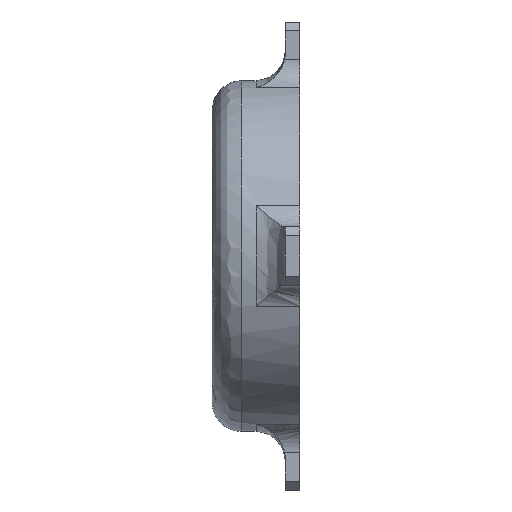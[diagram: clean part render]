
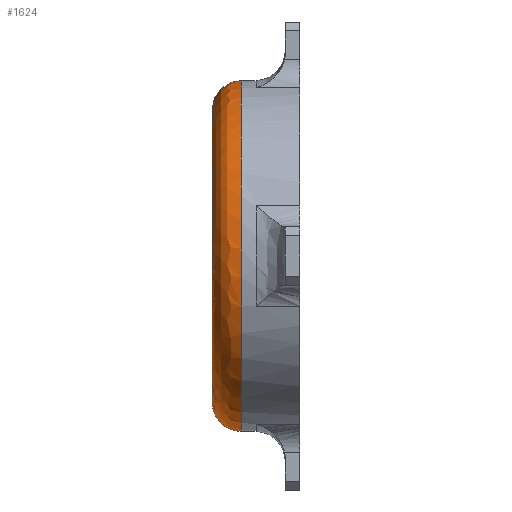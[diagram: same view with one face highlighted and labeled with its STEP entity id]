
A CAD part, left-side view. The second image highlights one B-rep face of the part: STEP entity #1624.
In plain terms, the highlighted free-form (B-spline) face has degree [2, 2] with [9, 3] control points.
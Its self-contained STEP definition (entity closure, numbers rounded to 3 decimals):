
#1187 = EDGE_CURVE('',#1188,#1190,#1192,.T.);
#1188 = VERTEX_POINT('',#1189);
#1189 = CARTESIAN_POINT('',(0.,23.698,
    -71.094));
#1190 = VERTEX_POINT('',#1191);
#1191 = CARTESIAN_POINT('',(71.094,23.698,
    0.));
#1192 = ( BOUNDED_CURVE() B_SPLINE_CURVE(2,(#1193,#1194,#1195,#1196,
#1197),.UNSPECIFIED.,.F.,.F.) B_SPLINE_CURVE_WITH_KNOTS((3,2,3),(
    1.571,3.927,6.283),
.PIECEWISE_BEZIER_KNOTS.) CURVE() GEOMETRIC_REPRESENTATION_ITEM() 
RATIONAL_B_SPLINE_CURVE((1.,0.383,1.,0.383,1.)) 
REPRESENTATION_ITEM('') );
#1193 = CARTESIAN_POINT('',(0.,23.698,
    -71.094));
#1194 = CARTESIAN_POINT('',(-171.637,23.698,
    -71.094));
#1195 = CARTESIAN_POINT('',(-50.271,23.698,
    50.271));
#1196 = CARTESIAN_POINT('',(71.094,23.698,
    171.637));
#1197 = CARTESIAN_POINT('',(71.094,23.698,
    0.));
#1199 = EDGE_CURVE('',#1190,#1188,#1200,.T.);
#1200 = ( BOUNDED_CURVE() B_SPLINE_CURVE(2,(#1201,#1202,#1203),
.UNSPECIFIED.,.F.,.F.) B_SPLINE_CURVE_WITH_KNOTS((3,3),(0.,
1.571),.PIECEWISE_BEZIER_KNOTS.) CURVE() 
GEOMETRIC_REPRESENTATION_ITEM() RATIONAL_B_SPLINE_CURVE((1.,
0.707,1.)) REPRESENTATION_ITEM('') );
#1201 = CARTESIAN_POINT('',(71.094,23.698,
    0.));
#1202 = CARTESIAN_POINT('',(71.094,23.698,
    -71.094));
#1203 = CARTESIAN_POINT('',(0.,23.698,
    -71.094));
#1624 = ADVANCED_FACE('',(#1625),#1648,.T.);
#1625 = FACE_BOUND('',#1626,.T.);
#1626 = EDGE_LOOP('',(#1627,#1639,#1645,#1646,#1647));
#1627 = ORIENTED_EDGE('',*,*,#1628,.T.);
#1628 = EDGE_CURVE('',#1629,#1629,#1631,.T.);
#1629 = VERTEX_POINT('',#1630);
#1630 = CARTESIAN_POINT('',(0.,35.547,
    -59.245));
#1631 = ( BOUNDED_CURVE() B_SPLINE_CURVE(2,(#1632,#1633,#1634,#1635,
#1636,#1637,#1638),.UNSPECIFIED.,.T.,.F.) B_SPLINE_CURVE_WITH_KNOTS((3,2
    ,2,3),(4.712,6.807,8.901,10.996)
,.PIECEWISE_BEZIER_KNOTS.) CURVE() GEOMETRIC_REPRESENTATION_ITEM() 
RATIONAL_B_SPLINE_CURVE((1.,0.5,1.,0.5,1.,0.5,1.)) REPRESENTATION_ITEM(
  '') );
#1632 = CARTESIAN_POINT('',(0.,35.547,
    -59.245));
#1633 = CARTESIAN_POINT('',(102.616,35.547,
    -59.245));
#1634 = CARTESIAN_POINT('',(51.308,35.547,
    29.623));
#1635 = CARTESIAN_POINT('',(0.,35.547,
    118.49));
#1636 = CARTESIAN_POINT('',(-51.308,35.547,
    29.623));
#1637 = CARTESIAN_POINT('',(-102.616,35.547,
    -59.245));
#1638 = CARTESIAN_POINT('',(0.,35.547,
    -59.245));
#1639 = ORIENTED_EDGE('',*,*,#1640,.T.);
#1640 = EDGE_CURVE('',#1629,#1188,#1641,.T.);
#1641 = ( BOUNDED_CURVE() B_SPLINE_CURVE(2,(#1642,#1643,#1644),
.UNSPECIFIED.,.F.,.F.) B_SPLINE_CURVE_WITH_KNOTS((3,3),(4.712,
6.283),.PIECEWISE_BEZIER_KNOTS.) CURVE() 
GEOMETRIC_REPRESENTATION_ITEM() RATIONAL_B_SPLINE_CURVE((1.,
0.707,1.)) REPRESENTATION_ITEM('') );
#1642 = CARTESIAN_POINT('',(0.,35.547,
    -59.245));
#1643 = CARTESIAN_POINT('',(0.,35.547,
    -71.094));
#1644 = CARTESIAN_POINT('',(0.,23.698,
    -71.094));
#1645 = ORIENTED_EDGE('',*,*,#1187,.T.);
#1646 = ORIENTED_EDGE('',*,*,#1199,.T.);
#1647 = ORIENTED_EDGE('',*,*,#1640,.F.);
#1648 = ( BOUNDED_SURFACE() B_SPLINE_SURFACE(2,2,(
    (#1649,#1650,#1651)
    ,(#1652,#1653,#1654)
    ,(#1655,#1656,#1657)
    ,(#1658,#1659,#1660)
    ,(#1661,#1662,#1663)
    ,(#1664,#1665,#1666)
    ,(#1667,#1668,#1669)
    ,(#1670,#1671,#1672)
    ,(#1673,#1674,#1675
)),.UNSPECIFIED.,.T.,.F.,.F.) B_SPLINE_SURFACE_WITH_KNOTS((3,2,2,2,3),(3
    ,3),(-3.142,-2.094,0.,2.094,3.142)
,(0.,1.571),.UNSPECIFIED.) GEOMETRIC_REPRESENTATION_ITEM() 
RATIONAL_B_SPLINE_SURFACE((
    (0.75,0.53,0.75)
    ,(0.75,0.53,0.75)
    ,(1.,0.707,1.)
    ,(0.5,0.354,0.5)
    ,(1.,0.707,1.)
    ,(0.5,0.354,0.5)
    ,(1.,0.707,1.)
    ,(0.75,0.53,0.75)
,(0.75,0.53,0.75))) REPRESENTATION_ITEM('') SURFACE() );
#1649 = CARTESIAN_POINT('',(0.,23.698,
    -71.094));
#1650 = CARTESIAN_POINT('',(0.,35.547,
    -71.094));
#1651 = CARTESIAN_POINT('',(0.,35.547,
    -59.245));
#1652 = CARTESIAN_POINT('',(-41.046,23.698,
    -71.094));
#1653 = CARTESIAN_POINT('',(-41.046,35.547,
    -71.094));
#1654 = CARTESIAN_POINT('',(-34.205,35.547,
    -59.245));
#1655 = CARTESIAN_POINT('',(-61.569,23.698,
    -35.547));
#1656 = CARTESIAN_POINT('',(-61.569,35.547,
    -35.547));
#1657 = CARTESIAN_POINT('',(-51.308,35.547,
    -29.623));
#1658 = CARTESIAN_POINT('',(-123.139,23.698,
    71.094));
#1659 = CARTESIAN_POINT('',(-123.139,35.547,
    71.094));
#1660 = CARTESIAN_POINT('',(-102.616,35.547,
    59.245));
#1661 = CARTESIAN_POINT('',(0.,23.698,71.094));
#1662 = CARTESIAN_POINT('',(0.,35.547,71.094));
#1663 = CARTESIAN_POINT('',(0.,35.547,59.245));
#1664 = CARTESIAN_POINT('',(123.139,23.698,
    71.094));
#1665 = CARTESIAN_POINT('',(123.139,35.547,
    71.094));
#1666 = CARTESIAN_POINT('',(102.616,35.547,
    59.245));
#1667 = CARTESIAN_POINT('',(61.569,23.698,
    -35.547));
#1668 = CARTESIAN_POINT('',(61.569,35.547,
    -35.547));
#1669 = CARTESIAN_POINT('',(51.308,35.547,
    -29.623));
#1670 = CARTESIAN_POINT('',(41.046,23.698,
    -71.094));
#1671 = CARTESIAN_POINT('',(41.046,35.547,
    -71.094));
#1672 = CARTESIAN_POINT('',(34.205,35.547,
    -59.245));
#1673 = CARTESIAN_POINT('',(0.,23.698,
    -71.094));
#1674 = CARTESIAN_POINT('',(0.,35.547,
    -71.094));
#1675 = CARTESIAN_POINT('',(0.,35.547,
    -59.245));
